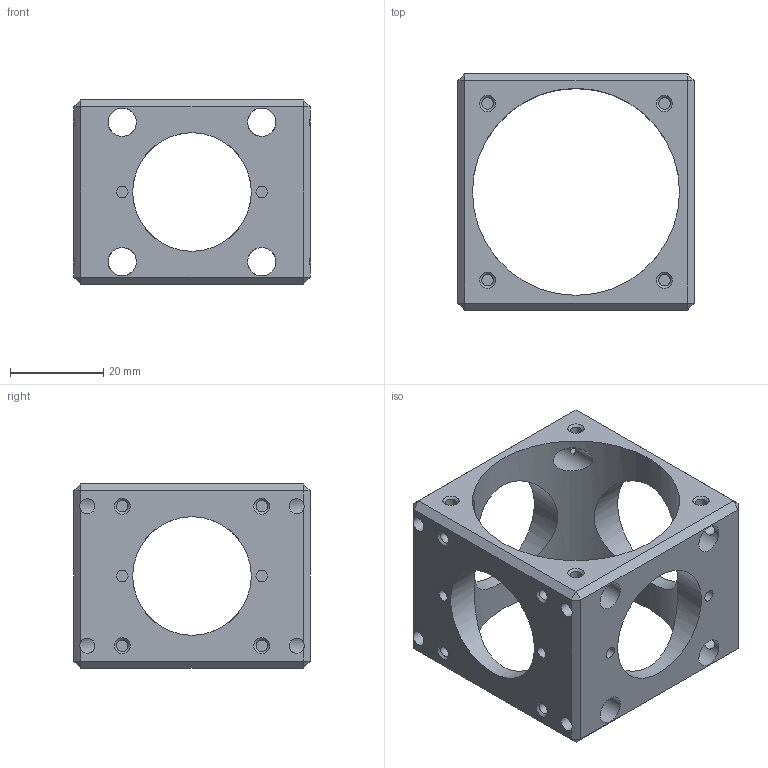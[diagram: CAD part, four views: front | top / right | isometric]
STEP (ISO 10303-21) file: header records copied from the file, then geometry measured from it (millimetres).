
FILE_DESCRIPTION(/* description */ (''),/* implementation_level */ '2;1');
FILE_NAME(/* name */ '30-Cu2.stp',/* time_stamp */ '2024-10-04T16:26:34+03:00',/* author */ ('asidnin'),/* organization */ (''),/* preprocessor_version */ 'ST-DEVELOPER v18',/* originating_system */ 'Autodesk Inventor 2020',/* authorisation */ '');
FILE_SCHEMA (('AUTOMOTIVE_DESIGN { 1 0 10303 214 3 1 1 }'));
Length unit declared in the file: millimetre
Products named in the file (1): 08-3AC4W - Куб для клетки 
30 мм
Bounding box: 50.8 x 50.8 x 39.6 mm (x, y, z)
Volume: 28302 mm3; surface area: 14963.4 mm2
Topology: 1 solids, 1 shells, 111 faces, 341 edges, 231 vertices
Faces by surface type: plane 50, cylinder 45, cone 16
Full cylindrical faces by diameter (mm): 2.459 x16, 2.5 x8, 3.242 x8, 6.1 x8, 25.48 x4, 44.5 x1
Entity records: 4963 total; most frequent: CARTESIAN_POINT 1696, ORIENTED_EDGE 682, DIRECTION 668, EDGE_CURVE 341, AXIS2_PLACEMENT_3D 267, VERTEX_POINT 231, EDGE_LOOP 168, CIRCLE 147
